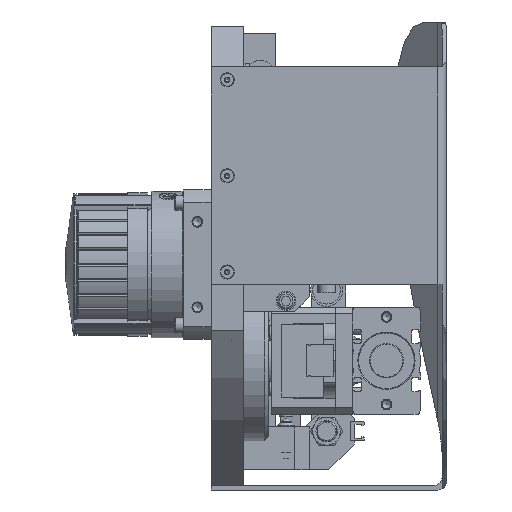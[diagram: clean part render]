
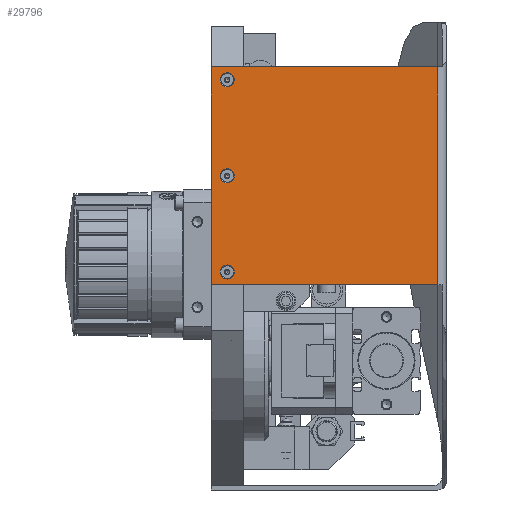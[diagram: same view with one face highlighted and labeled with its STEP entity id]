
A CAD part, front view. The second image highlights one B-rep face of the part: STEP entity #29796.
In plain terms, the highlighted face is planar.
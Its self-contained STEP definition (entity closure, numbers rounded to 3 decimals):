
#1815=PLANE('',#34059);
#3521=LINE('',#52922,#5258);
#3522=LINE('',#52925,#5259);
#3523=LINE('',#52927,#5260);
#3524=LINE('',#52929,#5261);
#5258=VECTOR('',#42920,1000.);
#5259=VECTOR('',#42921,1000.);
#5260=VECTOR('',#42922,1000.);
#5261=VECTOR('',#42923,1000.);
#12894=ORIENTED_EDGE('',*,*,#16872,.T.);
#12895=ORIENTED_EDGE('',*,*,#16873,.T.);
#12896=ORIENTED_EDGE('',*,*,#16874,.T.);
#12897=ORIENTED_EDGE('',*,*,#16875,.F.);
#12898=ORIENTED_EDGE('',*,*,#16876,.F.);
#12899=ORIENTED_EDGE('',*,*,#16877,.T.);
#12900=ORIENTED_EDGE('',*,*,#16878,.F.);
#16872=EDGE_CURVE('',#19707,#19707,#21411,.T.);
#16873=EDGE_CURVE('',#19708,#19708,#21412,.T.);
#16874=EDGE_CURVE('',#19709,#19709,#21413,.T.);
#16875=EDGE_CURVE('',#19710,#19711,#3521,.T.);
#16876=EDGE_CURVE('',#19712,#19710,#3522,.T.);
#16877=EDGE_CURVE('',#19712,#19713,#3523,.T.);
#16878=EDGE_CURVE('',#19711,#19713,#3524,.T.);
#19707=VERTEX_POINT('',#52917);
#19708=VERTEX_POINT('',#52919);
#19709=VERTEX_POINT('',#52921);
#19710=VERTEX_POINT('',#52923);
#19711=VERTEX_POINT('',#52924);
#19712=VERTEX_POINT('',#52926);
#19713=VERTEX_POINT('',#52928);
#21411=CIRCLE('',#34060,3.3);
#21412=CIRCLE('',#34061,3.3);
#21413=CIRCLE('',#34062,3.3);
#24265=EDGE_LOOP('',(#12894));
#24266=EDGE_LOOP('',(#12895));
#24267=EDGE_LOOP('',(#12896));
#24268=EDGE_LOOP('',(#12897,#12898,#12899,#12900));
#27233=FACE_BOUND('',#24265,.T.);
#27234=FACE_BOUND('',#24266,.T.);
#27235=FACE_BOUND('',#24267,.T.);
#27236=FACE_BOUND('',#24268,.T.);
#29796=ADVANCED_FACE('',(#27233,#27234,#27235,#27236),#1815,.F.);
#34059=AXIS2_PLACEMENT_3D('',#52915,#42912,#42913);
#34060=AXIS2_PLACEMENT_3D('',#52916,#42914,#42915);
#34061=AXIS2_PLACEMENT_3D('',#52918,#42916,#42917);
#34062=AXIS2_PLACEMENT_3D('',#52920,#42918,#42919);
#42912=DIRECTION('',(0.,0.,-1.));
#42913=DIRECTION('',(-1.,0.,0.));
#42914=DIRECTION('',(0.,0.,-1.));
#42915=DIRECTION('',(-1.,0.,0.));
#42916=DIRECTION('',(0.,0.,-1.));
#42917=DIRECTION('',(-1.,0.,0.));
#42918=DIRECTION('',(0.,0.,-1.));
#42919=DIRECTION('',(-1.,0.,0.));
#42920=DIRECTION('',(1.,0.,0.));
#42921=DIRECTION('',(0.,1.,0.));
#42922=DIRECTION('',(1.,0.,0.));
#42923=DIRECTION('',(0.,-1.,0.));
#52915=CARTESIAN_POINT('',(-198.,105.,0.));
#52916=CARTESIAN_POINT('',(-192.,2.5,0.));
#52917=CARTESIAN_POINT('',(-195.3,2.5,0.));
#52918=CARTESIAN_POINT('',(-147.,2.5,0.));
#52919=CARTESIAN_POINT('',(-150.3,2.5,0.));
#52920=CARTESIAN_POINT('',(-102.,2.5,0.));
#52921=CARTESIAN_POINT('',(-105.3,2.5,0.));
#52922=CARTESIAN_POINT('',(-220.,101.,0.));
#52923=CARTESIAN_POINT('',(-198.,101.,0.));
#52924=CARTESIAN_POINT('',(-96.,101.,0.));
#52925=CARTESIAN_POINT('',(-198.,-12.,0.));
#52926=CARTESIAN_POINT('',(-198.,-5.,0.));
#52927=CARTESIAN_POINT('',(-198.,-5.,0.));
#52928=CARTESIAN_POINT('',(-96.,-5.,0.));
#52929=CARTESIAN_POINT('',(-96.,103.,0.));
